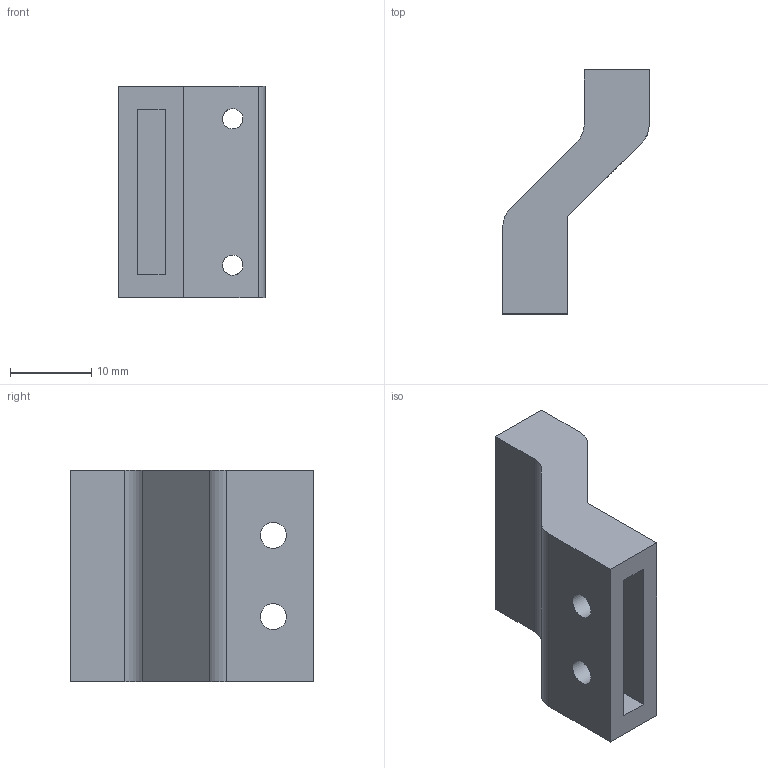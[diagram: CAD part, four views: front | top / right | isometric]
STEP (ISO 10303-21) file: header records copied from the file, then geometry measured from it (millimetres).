
FILE_DESCRIPTION(('FreeCAD Model'),'2;1');
FILE_NAME('Embout-Deporte.step','2015-11-25T22:49:05',('Author'),(''), 'Open CASCADE STEP processor 6.8','FreeCAD','Unknown');
FILE_SCHEMA(('AUTOMOTIVE_DESIGN_CC2 { 1 2 10303 214 -1 1 5 4 }'));
Length unit declared in the file: millimetre
Products named in the file (2): ASSEMBLY; Fillet002
Assembly tree (1 placements, depth 2):
  ASSEMBLY
    Fillet002
Bounding box: 18 x 30 x 26 mm (x, y, z)
Volume: 5349.6 mm3; surface area: 3329.9 mm2
Topology: 1 solids, 1 shells, 24 faces, 63 edges, 42 vertices
Faces by surface type: plane 15, cylinder 9
Full cylindrical faces by diameter (mm): 2.5 x2, 3.2 x4
Entity records: 1687 total; most frequent: CARTESIAN_POINT 351, DIRECTION 247, LINE 151, VECTOR 151, ORIENTED_EDGE 126, PCURVE 126, DEFINITIONAL_REPRESENTATION 126, EDGE_CURVE 63
